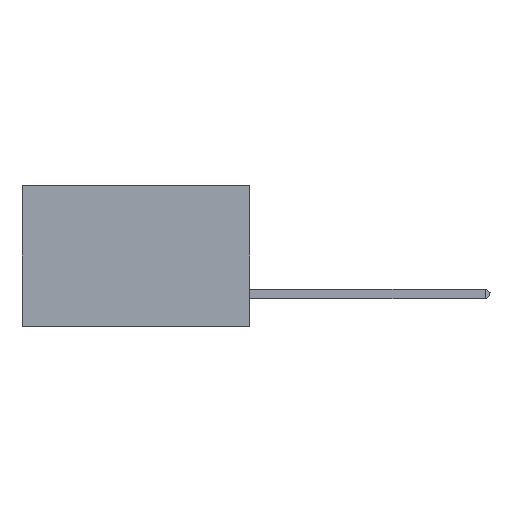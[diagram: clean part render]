
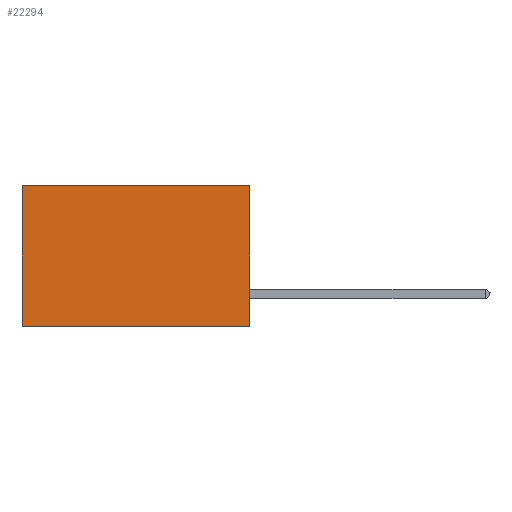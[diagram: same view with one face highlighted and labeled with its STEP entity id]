
A CAD part, left-side view. The second image highlights one B-rep face of the part: STEP entity #22294.
In plain terms, the highlighted planar face has unit normal (-1, 0, 0).
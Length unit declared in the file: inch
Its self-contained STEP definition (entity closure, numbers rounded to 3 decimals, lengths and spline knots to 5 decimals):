
#1231 = VECTOR ( 'NONE', #21263, 39.37008 ) ;
#1471 = CARTESIAN_POINT ( 'NONE',  ( 0.2875, 0., 0. ) ) ;
#2769 = ORIENTED_EDGE ( 'NONE', *, *, #16199, .F. ) ;
#4003 = CARTESIAN_POINT ( 'NONE',  ( 0.2875, 0.6, 0. ) ) ;
#5356 = VECTOR ( 'NONE', #46306, 39.37008 ) ;
#7107 = PLANE ( 'NONE',  #18443 ) ;
#7497 = VERTEX_POINT ( 'NONE', #18230 ) ;
#13088 = CARTESIAN_POINT ( 'NONE',  ( 0.2875, 0., 0. ) ) ;
#13667 = VECTOR ( 'NONE', #44307, 39.37008 ) ;
#14536 = ORIENTED_EDGE ( 'NONE', *, *, #23907, .F. ) ;
#16199 = EDGE_CURVE ( 'NONE', #36181, #19797, #32256, .T. ) ;
#17725 = EDGE_CURVE ( 'NONE', #25767, #19797, #42318, .T. ) ;
#18023 = CARTESIAN_POINT ( 'NONE',  ( 0.2875, 0.6, -0.37 ) ) ;
#18230 = CARTESIAN_POINT ( 'NONE',  ( 0.2875, 0., 0. ) ) ;
#18443 = AXIS2_PLACEMENT_3D ( 'NONE', #29780, #26233, #44792 ) ;
#19797 = VERTEX_POINT ( 'NONE', #18023 ) ;
#20807 = CARTESIAN_POINT ( 'NONE',  ( 0.2875, 0., -0.37 ) ) ;
#21198 = CARTESIAN_POINT ( 'NONE',  ( 0.2875, 0., -0.37 ) ) ;
#21263 = DIRECTION ( 'NONE',  ( 0., 1., 0. ) ) ;
#22294 = ADVANCED_FACE ( 'NONE', ( #33838 ), #7107, .F. ) ;
#23907 = EDGE_CURVE ( 'NONE', #7497, #36181, #42480, .T. ) ;
#24780 = EDGE_CURVE ( 'NONE', #7497, #25767, #45953, .T. ) ;
#25767 = VERTEX_POINT ( 'NONE', #31849 ) ;
#26233 = DIRECTION ( 'NONE',  ( 1., 0., 0. ) ) ;
#27339 = ORIENTED_EDGE ( 'NONE', *, *, #17725, .T. ) ;
#27624 = EDGE_LOOP ( 'NONE', ( #27339, #2769, #14536, #45773 ) ) ;
#29780 = CARTESIAN_POINT ( 'NONE',  ( 0.2875, 0., 0. ) ) ;
#30192 = VECTOR ( 'NONE', #36283, 39.37008 ) ;
#31849 = CARTESIAN_POINT ( 'NONE',  ( 0.2875, 0.6, 0. ) ) ;
#32256 = LINE ( 'NONE', #21198, #13667 ) ;
#33838 = FACE_OUTER_BOUND ( 'NONE', #27624, .T. ) ;
#36181 = VERTEX_POINT ( 'NONE', #20807 ) ;
#36283 = DIRECTION ( 'NONE',  ( 0., 0., -1. ) ) ;
#42318 = LINE ( 'NONE', #4003, #30192 ) ;
#42480 = LINE ( 'NONE', #13088, #5356 ) ;
#44307 = DIRECTION ( 'NONE',  ( 0., 1., 0. ) ) ;
#44792 = DIRECTION ( 'NONE',  ( 0., 0., -1. ) ) ;
#45773 = ORIENTED_EDGE ( 'NONE', *, *, #24780, .T. ) ;
#45953 = LINE ( 'NONE', #1471, #1231 ) ;
#46306 = DIRECTION ( 'NONE',  ( 0., 0., -1. ) ) ;
